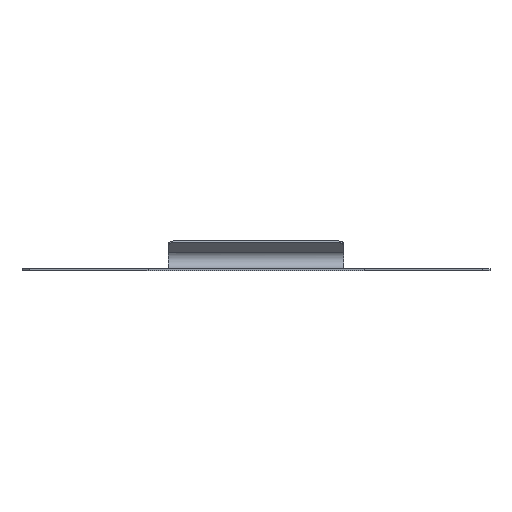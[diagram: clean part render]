
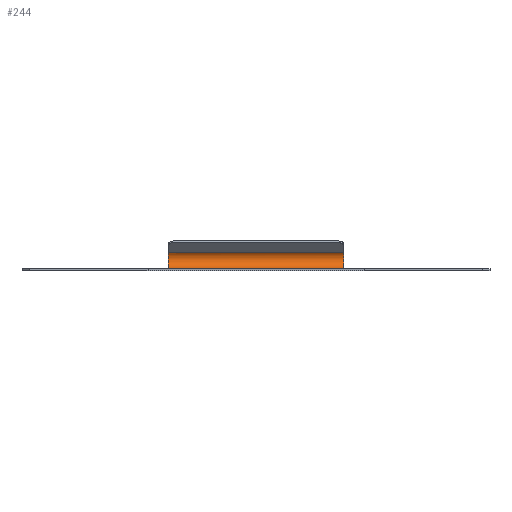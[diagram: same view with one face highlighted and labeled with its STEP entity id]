
A CAD part, front view. The second image highlights one B-rep face of the part: STEP entity #244.
In plain terms, the highlighted free-form (B-spline) face has degree [1, 2] with [2, 9] control points.
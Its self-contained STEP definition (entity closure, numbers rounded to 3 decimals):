
#244=ADVANCED_FACE('',(#544),#4109,.T.);
#544=FACE_OUTER_BOUND('',#844,.T.);
#844=EDGE_LOOP('',(#2138,#2139,#2140,#2141,#2142,#2143));
#2138=ORIENTED_EDGE('',*,*,#2289,.T.);
#2139=ORIENTED_EDGE('',*,*,#2866,.F.);
#2140=ORIENTED_EDGE('',*,*,#2278,.T.);
#2141=ORIENTED_EDGE('',*,*,#2868,.T.);
#2142=ORIENTED_EDGE('',*,*,#2867,.F.);
#2143=ORIENTED_EDGE('',*,*,#2869,.T.);
#2278=EDGE_CURVE('',#3744,#3751,#3051,.T.);
#2289=EDGE_CURVE('',#3754,#3743,#3062,.T.);
#2866=EDGE_CURVE('',#3744,#3743,#3574,.T.);
#2867=EDGE_CURVE('',#4059,#4058,#3575,.T.);
#2868=EDGE_CURVE('',#3751,#4058,#3012,.T.);
#2869=EDGE_CURVE('',#4059,#3754,#3013,.T.);
#3012=(
BOUNDED_CURVE()
B_SPLINE_CURVE(2,(#10005,#10006,#10007,#10008,#10009),.UNSPECIFIED.,.F.,
 .F.)
B_SPLINE_CURVE_WITH_KNOTS((3,2,3),(0.,4.287,8.574),
 .UNSPECIFIED.)
CURVE()
GEOMETRIC_REPRESENTATION_ITEM()
RATIONAL_B_SPLINE_CURVE((1.,0.86,1.,0.86,1.))
REPRESENTATION_ITEM('')
);
#3013=(
BOUNDED_CURVE()
B_SPLINE_CURVE(2,(#10010,#10011,#10012,#10013,#10014),.UNSPECIFIED.,.F.,
 .F.)
B_SPLINE_CURVE_WITH_KNOTS((3,2,3),(0.,4.287,8.574),
 .UNSPECIFIED.)
CURVE()
GEOMETRIC_REPRESENTATION_ITEM()
RATIONAL_B_SPLINE_CURVE((1.,0.86,1.,0.86,1.))
REPRESENTATION_ITEM('')
);
#3051=B_SPLINE_CURVE_WITH_KNOTS('',3,(#7626,#7627,#7628,#7629),
 .UNSPECIFIED.,.F.,.F.,(4,4),(0.,1.),.UNSPECIFIED.);
#3062=B_SPLINE_CURVE_WITH_KNOTS('',3,(#7662,#7663,#7664,#7665),
 .UNSPECIFIED.,.F.,.F.,(4,4),(0.,1.),
 .UNSPECIFIED.);
#3574=B_SPLINE_CURVE_WITH_KNOTS('',1,(#10001,#10002),.UNSPECIFIED.,.F.,
 .F.,(2,2),(0.,73.536),.UNSPECIFIED.);
#3575=B_SPLINE_CURVE_WITH_KNOTS('',1,(#10003,#10004),.UNSPECIFIED.,.F.,
 .F.,(2,2),(-73.,0.),.UNSPECIFIED.);
#3743=VERTEX_POINT('',#7162);
#3744=VERTEX_POINT('',#7163);
#3751=VERTEX_POINT('',#7170);
#3754=VERTEX_POINT('',#7173);
#4058=VERTEX_POINT('',#7477);
#4059=VERTEX_POINT('',#7478);
#4109=(
BOUNDED_SURFACE()
B_SPLINE_SURFACE(1,2,((#6840,#6841,#6842,#6843,#6844,#6845,#6846,#6847,
#6848),(#6849,#6850,#6851,#6852,#6853,#6854,#6855,#6856,#6857)),
 .UNSPECIFIED.,.F.,.F.,.F.)
B_SPLINE_SURFACE_WITH_KNOTS((2,2),(3,2,2,2,3),(0.,88.245),(0.,
1.571,3.142,4.712,6.283),
 .UNSPECIFIED.)
GEOMETRIC_REPRESENTATION_ITEM()
RATIONAL_B_SPLINE_SURFACE(((1.,0.707,1.,0.707,1.,
0.707,1.,0.707,1.),(1.,0.707,1.,0.707,
1.,0.707,1.,0.707,1.)))
REPRESENTATION_ITEM('')
SURFACE()
);
#6840=CARTESIAN_POINT('',(44.123,85.,5.));
#6841=CARTESIAN_POINT('',(44.123,85.,9.));
#6842=CARTESIAN_POINT('',(44.123,89.,9.));
#6843=CARTESIAN_POINT('',(44.123,93.,9.));
#6844=CARTESIAN_POINT('',(44.123,93.,5.));
#6845=CARTESIAN_POINT('',(44.123,93.,1.));
#6846=CARTESIAN_POINT('',(44.123,89.,1.));
#6847=CARTESIAN_POINT('',(44.123,85.,1.));
#6848=CARTESIAN_POINT('',(44.123,85.,5.));
#6849=CARTESIAN_POINT('',(-44.123,85.,5.));
#6850=CARTESIAN_POINT('',(-44.123,85.,9.));
#6851=CARTESIAN_POINT('',(-44.123,89.,9.));
#6852=CARTESIAN_POINT('',(-44.123,93.,9.));
#6853=CARTESIAN_POINT('',(-44.123,93.,5.));
#6854=CARTESIAN_POINT('',(-44.123,93.,1.));
#6855=CARTESIAN_POINT('',(-44.123,89.,1.));
#6856=CARTESIAN_POINT('',(-44.123,85.,1.));
#6857=CARTESIAN_POINT('',(-44.123,85.,5.));
#7162=CARTESIAN_POINT('',(-36.768,89.,1.));
#7163=CARTESIAN_POINT('',(36.768,89.,1.));
#7170=CARTESIAN_POINT('',(36.5,89.845,1.09));
#7173=CARTESIAN_POINT('',(-36.5,89.845,1.09));
#7477=CARTESIAN_POINT('',(36.5,91.828,7.828));
#7478=CARTESIAN_POINT('',(-36.5,91.828,7.828));
#7626=CARTESIAN_POINT('',(36.768,89.,1.));
#7627=CARTESIAN_POINT('',(36.595,89.339,1.));
#7628=CARTESIAN_POINT('',(36.505,89.622,1.042));
#7629=CARTESIAN_POINT('',(36.5,89.845,1.09));
#7662=CARTESIAN_POINT('',(-36.5,89.845,1.09));
#7663=CARTESIAN_POINT('',(-36.505,89.622,1.042));
#7664=CARTESIAN_POINT('',(-36.595,89.339,1.));
#7665=CARTESIAN_POINT('',(-36.768,89.,1.));
#10001=CARTESIAN_POINT('',(36.768,89.,1.));
#10002=CARTESIAN_POINT('',(-36.768,89.,1.));
#10003=CARTESIAN_POINT('',(-36.5,91.828,7.828));
#10004=CARTESIAN_POINT('',(36.5,91.828,7.828));
#10005=CARTESIAN_POINT('',(36.5,89.845,1.09));
#10006=CARTESIAN_POINT('',(36.5,92.166,1.592));
#10007=CARTESIAN_POINT('',(36.5,92.837,3.87));
#10008=CARTESIAN_POINT('',(36.5,93.508,6.149));
#10009=CARTESIAN_POINT('',(36.5,91.828,7.828));
#10010=CARTESIAN_POINT('',(-36.5,91.828,7.828));
#10011=CARTESIAN_POINT('',(-36.5,93.508,6.149));
#10012=CARTESIAN_POINT('',(-36.5,92.837,3.87));
#10013=CARTESIAN_POINT('',(-36.5,92.166,1.592));
#10014=CARTESIAN_POINT('',(-36.5,89.845,1.09));
